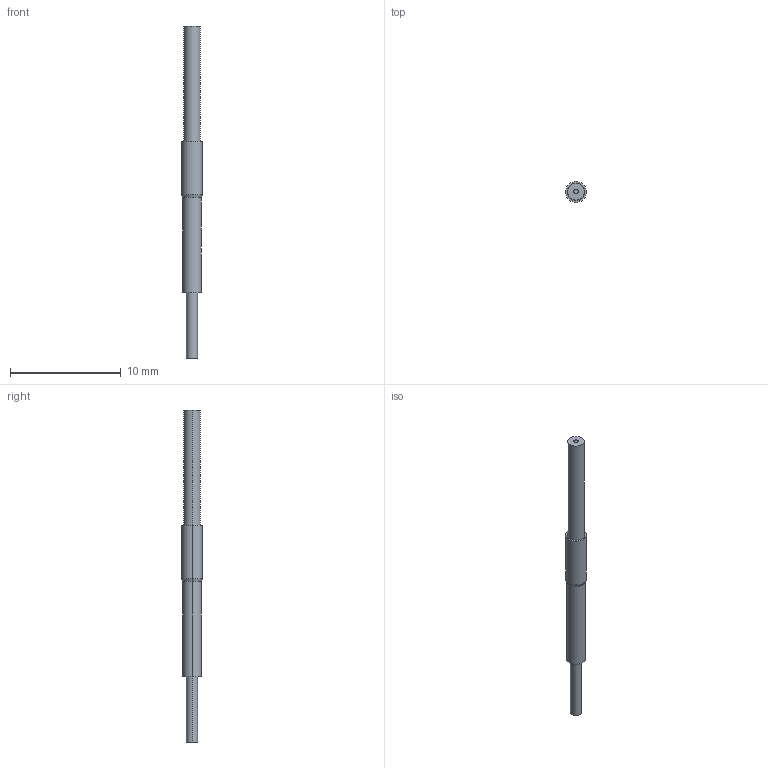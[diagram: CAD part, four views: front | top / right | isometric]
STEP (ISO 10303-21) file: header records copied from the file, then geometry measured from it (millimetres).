
FILE_DESCRIPTION (( 'STEP AP214' ), '1' );
FILE_NAME ('PT-S1520-Q.STEP', '2015-09-24T07:59:47', ( '' ), ( '' ), 'SwSTEP 2.0', 'SolidWorks 2013', '' );
FILE_SCHEMA (( 'AUTOMOTIVE_DESIGN' ));
Length unit declared in the file: millimetre
Products named in the file (1): PT-S1520-Q
Bounding box: 1.9 x 1.9 x 30 mm (x, y, z)
Volume: 52.4 mm3; surface area: 259.8 mm2
Topology: 2 solids, 2 shells, 233 faces, 654 edges, 434 vertices
Faces by surface type: plane 149, bspline 49, cylinder 31, torus 4
Entity records: 13083 total; most frequent: CARTESIAN_POINT 4857, ORIENTED_EDGE 1308, DIRECTION 992, EDGE_CURVE 654, VERTEX_POINT 434, VECTOR 386, LINE 386, AXIS2_PLACEMENT_3D 303
